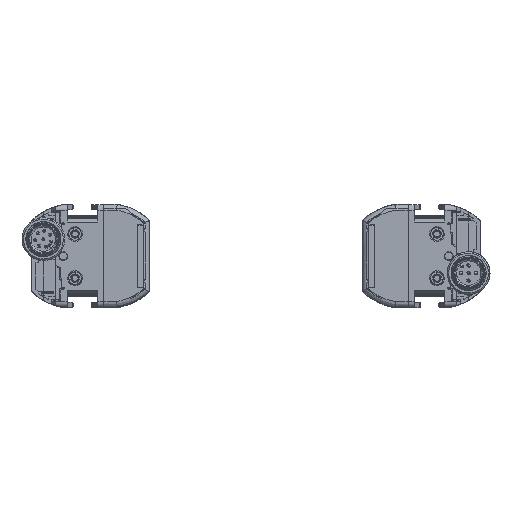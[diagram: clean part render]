
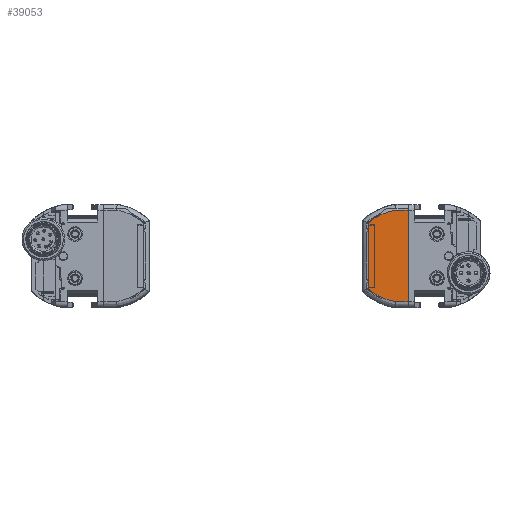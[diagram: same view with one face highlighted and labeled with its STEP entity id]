
A CAD part, front view. The second image highlights one B-rep face of the part: STEP entity #39053.
In plain terms, the highlighted planar face has unit normal (0, -1, 0).
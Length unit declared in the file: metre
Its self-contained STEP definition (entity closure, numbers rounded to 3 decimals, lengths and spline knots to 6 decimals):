
#283 = CARTESIAN_POINT ( 'NONE',  ( 1.5, -17.893701, 0.441463 ) ) ;
#1392 = B_SPLINE_CURVE_WITH_KNOTS ( 'NONE', 3,
 ( #283, #61588, #23464, #54865, #37906, #37402, #16260, #69308, #92954, #78511, #22471, #30144, #46160, #22969, #53863, #77500, #86225, #100151, #15757, #47173, #7004, #38406, #92454, #8015, #69812, #68811, #29650, #21964, #101166 ),
 .UNSPECIFIED., .F., .F.,
 ( 4, 2, 2, 2, 1, 1, 2, 2, 2, 2, 2, 1, 1, 1, 2, 2, 4 ),
 ( 0., 0.125, 0.1875, 0.21875, 0.234375, 0.242187, 0.246094, 0.25, 0.375, 0.4375, 0.46875, 0.484375, 0.492187, 0.496094, 0.498047, 0.5, 1. ),
 .UNSPECIFIED. ) ;
#2093 = CARTESIAN_POINT ( 'NONE',  ( 1.726555, -17.893701, -0.572222 ) ) ;
#2609 = CARTESIAN_POINT ( 'NONE',  ( 1.824429, -17.893701, -0.601421 ) ) ;
#3275 = VERTEX_POINT ( 'NONE', #26806 ) ;
#3622 = CARTESIAN_POINT ( 'NONE',  ( 1.790307, -17.893701, -0.593101 ) ) ;
#4117 = CARTESIAN_POINT ( 'NONE',  ( 1.5, -17.893701, -0.435368 ) ) ;
#4205 = EDGE_CURVE ( 'NONE', #70129, #23799, #47607, .T. ) ;
#7004 = CARTESIAN_POINT ( 'NONE',  ( 1.663576, -17.893701, 0.551263 ) ) ;
#8015 = CARTESIAN_POINT ( 'NONE',  ( 1.667248, -17.893701, 0.553028 ) ) ;
#8784 = CARTESIAN_POINT ( 'NONE',  ( 2.007874, -17.893701, -0.607189 ) ) ;
#9697 = PLANE ( 'NONE',  #24505 ) ;
#10504 = ORIENTED_EDGE ( 'NONE', *, *, #85792, .F. ) ;
#11347 = CARTESIAN_POINT ( 'NONE',  ( 1.581917, -17.893701, -0.498629 ) ) ;
#11842 = CARTESIAN_POINT ( 'NONE',  ( 1.580703, -17.893701, -0.497824 ) ) ;
#14762 = CARTESIAN_POINT ( 'NONE',  ( 2.032072, -17.893701, 0.613284 ) ) ;
#15757 = CARTESIAN_POINT ( 'NONE',  ( 1.657565, -17.893701, 0.548317 ) ) ;
#15889 = CARTESIAN_POINT ( 'NONE',  ( 2.007874, -17.893701, -0.215456 ) ) ;
#16260 = CARTESIAN_POINT ( 'NONE',  ( 1.562193, -17.893701, 0.491215 ) ) ;
#18081 = CARTESIAN_POINT ( 'NONE',  ( 1.545908, -17.893701, -0.473412 ) ) ;
#18632 = ORIENTED_EDGE ( 'NONE', *, *, #21033, .F. ) ;
#18661 = CARTESIAN_POINT ( 'NONE',  ( 1.5, -17.893701, 0.441463 ) ) ;
#21033 = EDGE_CURVE ( 'NONE', #86304, #37932, #21562, .T. ) ;
#21562 = B_SPLINE_CURVE_WITH_KNOTS ( 'NONE', 3,
 ( #26768, #2609, #3622, #90080, #2093, #50977, #96774, #65436, #98285, #64925, #57688, #89054, #81330, #25778, #43250, #90577, #73645, #82823, #72621, #58188, #81834, #82326, #89566, #11347, #11842, #57181, #74640, #18081, #42753, #49462, #4117 ),
 .UNSPECIFIED., .F., .F.,
 ( 4, 2, 2, 1, 1, 1, 1, 1, 2, 2, 2, 2, 2, 1, 1, 2, 2, 2, 4 ),
 ( 0., 0.25, 0.375, 0.4375, 0.46875, 0.484375, 0.492187, 0.496094, 0.498047, 0.5, 0.625, 0.6875, 0.71875, 0.734375, 0.742187, 0.746094, 0.75, 0.875, 1. ),
 .UNSPECIFIED. ) ;
#21964 = CARTESIAN_POINT ( 'NONE',  ( 1.788452, -17.893701, 0.601748 ) ) ;
#22471 = CARTESIAN_POINT ( 'NONE',  ( 1.577233, -17.893701, 0.501599 ) ) ;
#22969 = CARTESIAN_POINT ( 'NONE',  ( 1.599039, -17.893701, 0.516159 ) ) ;
#23464 = CARTESIAN_POINT ( 'NONE',  ( 1.519608, -17.893701, 0.458661 ) ) ;
#23799 = VERTEX_POINT ( 'NONE', #88179 ) ;
#24505 = AXIS2_PLACEMENT_3D ( 'NONE', #15889, #32327, #71453 ) ;
#25444 = ORIENTED_EDGE ( 'NONE', *, *, #44125, .F. ) ;
#25778 = CARTESIAN_POINT ( 'NONE',  ( 1.667984, -17.893701, -0.547284 ) ) ;
#26768 = CARTESIAN_POINT ( 'NONE',  ( 1.860405, -17.893701, -0.607189 ) ) ;
#26806 = CARTESIAN_POINT ( 'NONE',  ( 1.860405, -17.893701, 0.613284 ) ) ;
#29650 = CARTESIAN_POINT ( 'NONE',  ( 1.72402, -17.893701, 0.580094 ) ) ;
#30144 = CARTESIAN_POINT ( 'NONE',  ( 1.578354, -17.893701, 0.502352 ) ) ;
#30150 = LINE ( 'NONE', #61596, #97335 ) ;
#32242 = EDGE_LOOP ( 'NONE', ( #44954, #18632, #25444, #95893, #10504, #37436 ) ) ;
#32327 = DIRECTION ( 'NONE',  ( 0., 1., 0. ) ) ;
#32590 = LINE ( 'NONE', #48061, #76465 ) ;
#34252 = CARTESIAN_POINT ( 'NONE',  ( 1.5, -17.893701, -0.435368 ) ) ;
#37402 = CARTESIAN_POINT ( 'NONE',  ( 1.55815, -17.893701, 0.488316 ) ) ;
#37436 = ORIENTED_EDGE ( 'NONE', *, *, #88745, .F. ) ;
#37906 = CARTESIAN_POINT ( 'NONE',  ( 1.546488, -17.893701, 0.479778 ) ) ;
#37932 = VERTEX_POINT ( 'NONE', #34252 ) ;
#38406 = CARTESIAN_POINT ( 'NONE',  ( 1.665746, -17.893701, 0.552309 ) ) ;
#39053 = ADVANCED_FACE ( 'NONE', ( #86359 ), #9697, .F. ) ;
#40186 = DIRECTION ( 'NONE',  ( -1., 0., 0. ) ) ;
#42753 = CARTESIAN_POINT ( 'NONE',  ( 1.519608, -17.893701, -0.452566 ) ) ;
#43250 = CARTESIAN_POINT ( 'NONE',  ( 1.658453, -17.893701, -0.54274 ) ) ;
#44125 = EDGE_CURVE ( 'NONE', #23799, #86304, #101416, .T. ) ;
#44954 = ORIENTED_EDGE ( 'NONE', *, *, #79302, .F. ) ;
#46160 = CARTESIAN_POINT ( 'NONE',  ( 1.578872, -17.893701, 0.502698 ) ) ;
#46304 = CARTESIAN_POINT ( 'NONE',  ( 1.860405, -17.893701, -0.607189 ) ) ;
#47173 = CARTESIAN_POINT ( 'NONE',  ( 1.661616, -17.893701, 0.550308 ) ) ;
#47607 = LINE ( 'NONE', #78959, #63680 ) ;
#48061 = CARTESIAN_POINT ( 'NONE',  ( 2.007874, -17.893701, 0.613284 ) ) ;
#49411 = VECTOR ( 'NONE', #40186, 39.370079 ) ;
#49462 = CARTESIAN_POINT ( 'NONE',  ( 1.508778, -17.893701, -0.443235 ) ) ;
#50977 = CARTESIAN_POINT ( 'NONE',  ( 1.703967, -17.893701, -0.563265 ) ) ;
#53863 = CARTESIAN_POINT ( 'NONE',  ( 1.616489, -17.893701, 0.526424 ) ) ;
#54865 = CARTESIAN_POINT ( 'NONE',  ( 1.539333, -17.893701, 0.474296 ) ) ;
#56786 = DIRECTION ( 'NONE',  ( 1., 0., 0. ) ) ;
#57181 = CARTESIAN_POINT ( 'NONE',  ( 1.580048, -17.893701, -0.497389 ) ) ;
#57688 = CARTESIAN_POINT ( 'NONE',  ( 1.669376, -17.893701, -0.547946 ) ) ;
#58188 = CARTESIAN_POINT ( 'NONE',  ( 1.598369, -17.893701, -0.509212 ) ) ;
#61588 = CARTESIAN_POINT ( 'NONE',  ( 1.508778, -17.893701, 0.449331 ) ) ;
#61596 = CARTESIAN_POINT ( 'NONE',  ( 1.5, -17.893701, -0.215456 ) ) ;
#63680 = VECTOR ( 'NONE', #72292, 39.370079 ) ;
#64925 = CARTESIAN_POINT ( 'NONE',  ( 1.670917, -17.893701, -0.548675 ) ) ;
#65436 = CARTESIAN_POINT ( 'NONE',  ( 1.680239, -17.893701, -0.553001 ) ) ;
#68811 = CARTESIAN_POINT ( 'NONE',  ( 1.667618, -17.893701, 0.553205 ) ) ;
#69308 = CARTESIAN_POINT ( 'NONE',  ( 1.568495, -17.893701, 0.495628 ) ) ;
#69812 = CARTESIAN_POINT ( 'NONE',  ( 1.667544, -17.893701, 0.553169 ) ) ;
#70129 = VERTEX_POINT ( 'NONE', #14762 ) ;
#71453 = DIRECTION ( 'NONE',  ( 1., 0., 0. ) ) ;
#72292 = DIRECTION ( 'NONE',  ( 0., 0., -1. ) ) ;
#72621 = CARTESIAN_POINT ( 'NONE',  ( 1.602849, -17.893701, -0.511974 ) ) ;
#73645 = CARTESIAN_POINT ( 'NONE',  ( 1.623916, -17.893701, -0.524413 ) ) ;
#74640 = CARTESIAN_POINT ( 'NONE',  ( 1.56138, -17.893701, -0.484928 ) ) ;
#76465 = VECTOR ( 'NONE', #56786, 39.370079 ) ;
#77500 = CARTESIAN_POINT ( 'NONE',  ( 1.638767, -17.893701, 0.538676 ) ) ;
#78511 = CARTESIAN_POINT ( 'NONE',  ( 1.575559, -17.893701, 0.500471 ) ) ;
#78959 = CARTESIAN_POINT ( 'NONE',  ( 2.032072, -17.893701, -0.215456 ) ) ;
#79302 = EDGE_CURVE ( 'NONE', #37932, #80380, #30150, .T. ) ;
#80380 = VERTEX_POINT ( 'NONE', #18661 ) ;
#81330 = CARTESIAN_POINT ( 'NONE',  ( 1.668277, -17.893701, -0.547424 ) ) ;
#81834 = CARTESIAN_POINT ( 'NONE',  ( 1.59144, -17.893701, -0.504825 ) ) ;
#82326 = CARTESIAN_POINT ( 'NONE',  ( 1.587924, -17.893701, -0.50257 ) ) ;
#82823 = CARTESIAN_POINT ( 'NONE',  ( 1.615844, -17.893701, -0.519802 ) ) ;
#85792 = EDGE_CURVE ( 'NONE', #3275, #70129, #32590, .T. ) ;
#86225 = CARTESIAN_POINT ( 'NONE',  ( 1.645548, -17.893701, 0.542234 ) ) ;
#86304 = VERTEX_POINT ( 'NONE', #46304 ) ;
#86359 = FACE_OUTER_BOUND ( 'NONE', #32242, .T. ) ;
#88179 = CARTESIAN_POINT ( 'NONE',  ( 2.032072, -17.893701, -0.607189 ) ) ;
#88745 = EDGE_CURVE ( 'NONE', #80380, #3275, #1392, .T. ) ;
#89054 = CARTESIAN_POINT ( 'NONE',  ( 1.668716, -17.893701, -0.547632 ) ) ;
#89566 = CARTESIAN_POINT ( 'NONE',  ( 1.583732, -17.893701, -0.499828 ) ) ;
#90080 = CARTESIAN_POINT ( 'NONE',  ( 1.74212, -17.893701, -0.577796 ) ) ;
#90577 = CARTESIAN_POINT ( 'NONE',  ( 1.646194, -17.893701, -0.536666 ) ) ;
#92454 = CARTESIAN_POINT ( 'NONE',  ( 1.666801, -17.893701, 0.552815 ) ) ;
#92954 = CARTESIAN_POINT ( 'NONE',  ( 1.571706, -17.893701, 0.497851 ) ) ;
#95893 = ORIENTED_EDGE ( 'NONE', *, *, #4205, .F. ) ;
#96774 = CARTESIAN_POINT ( 'NONE',  ( 1.692862, -17.893701, -0.558637 ) ) ;
#97335 = VECTOR ( 'NONE', #101671, 39.370079 ) ;
#98285 = CARTESIAN_POINT ( 'NONE',  ( 1.67401, -17.893701, -0.550126 ) ) ;
#100151 = CARTESIAN_POINT ( 'NONE',  ( 1.65469, -17.893701, 0.546882 ) ) ;
#101166 = CARTESIAN_POINT ( 'NONE',  ( 1.860405, -17.893701, 0.613284 ) ) ;
#101416 = LINE ( 'NONE', #8784, #49411 ) ;
#101671 = DIRECTION ( 'NONE',  ( 0., 0., 1. ) ) ;
